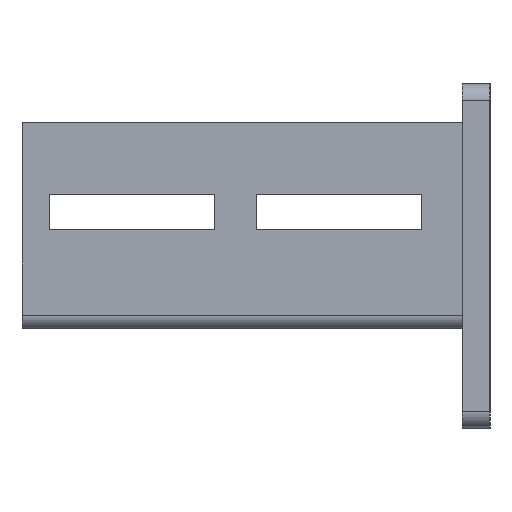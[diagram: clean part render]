
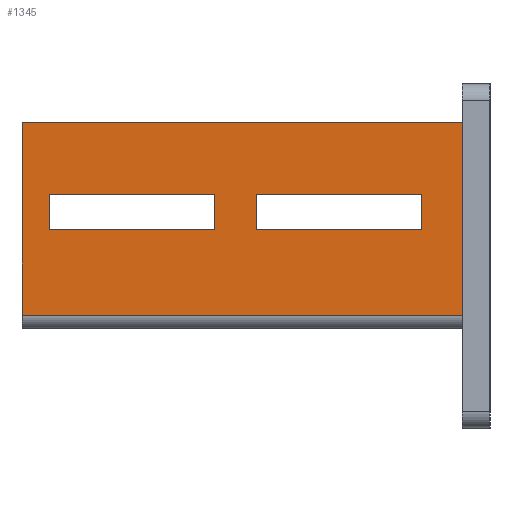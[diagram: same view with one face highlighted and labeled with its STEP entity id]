
A CAD part, left-side view. The second image highlights one B-rep face of the part: STEP entity #1345.
In plain terms, the highlighted planar face has unit normal (-1, 0, 0).
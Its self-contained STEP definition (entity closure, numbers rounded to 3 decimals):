
#7 = VECTOR ( 'NONE', #1403, 1000. ) ;
#26 = CARTESIAN_POINT ( 'NONE',  ( -44., 85., 9.5 ) ) ;
#34 = LINE ( 'NONE', #350, #124 ) ;
#68 = DIRECTION ( 'NONE',  ( 0., 1., 0. ) ) ;
#77 = LINE ( 'NONE', #669, #7 ) ;
#117 = DIRECTION ( 'NONE',  ( 0., -1., 0. ) ) ;
#124 = VECTOR ( 'NONE', #929, 1000. ) ;
#127 = EDGE_CURVE ( 'NONE', #925, #910, #1092, .T. ) ;
#152 = VECTOR ( 'NONE', #117, 1000. ) ;
#155 = DIRECTION ( 'NONE',  ( 0., -1., 0. ) ) ;
#158 = LINE ( 'NONE', #1182, #1747 ) ;
#194 = EDGE_CURVE ( 'NONE', #298, #1042, #34, .T. ) ;
#195 = ORIENTED_EDGE ( 'NONE', *, *, #1784, .F. ) ;
#203 = CARTESIAN_POINT ( 'NONE',  ( -44., 25., 22.5 ) ) ;
#212 = PLANE ( 'NONE',  #833 ) ;
#213 = CARTESIAN_POINT ( 'NONE',  ( -44., 10., -21.5 ) ) ;
#214 = VECTOR ( 'NONE', #1008, 1000. ) ;
#230 = FACE_OUTER_BOUND ( 'NONE', #949, .T. ) ;
#259 = LINE ( 'NONE', #683, #152 ) ;
#298 = VERTEX_POINT ( 'NONE', #213 ) ;
#304 = CARTESIAN_POINT ( 'NONE',  ( -44., 25., 22.5 ) ) ;
#308 = VERTEX_POINT ( 'NONE', #656 ) ;
#350 = CARTESIAN_POINT ( 'NONE',  ( -44., 10., -26.5 ) ) ;
#358 = ORIENTED_EDGE ( 'NONE', *, *, #1804, .F. ) ;
#374 = CARTESIAN_POINT ( 'NONE',  ( -44., 100., 22.5 ) ) ;
#375 = VECTOR ( 'NONE', #68, 1000. ) ;
#427 = ORIENTED_EDGE ( 'NONE', *, *, #1337, .F. ) ;
#433 = VERTEX_POINT ( 'NONE', #1887 ) ;
#460 = DIRECTION ( 'NONE',  ( 0., 0., -1. ) ) ;
#476 = ORIENTED_EDGE ( 'NONE', *, *, #127, .F. ) ;
#506 = ORIENTED_EDGE ( 'NONE', *, *, #1674, .F. ) ;
#509 = DIRECTION ( 'NONE',  ( 0., 0., -1. ) ) ;
#601 = LINE ( 'NONE', #1312, #1036 ) ;
#613 = DIRECTION ( 'NONE',  ( 0., 0., 1. ) ) ;
#621 = VECTOR ( 'NONE', #1849, 1000. ) ;
#656 = CARTESIAN_POINT ( 'NONE',  ( -44., 160., 9.5 ) ) ;
#669 = CARTESIAN_POINT ( 'NONE',  ( -44., 170., 48.5 ) ) ;
#683 = CARTESIAN_POINT ( 'NONE',  ( -44., 170., -21.5 ) ) ;
#701 = CARTESIAN_POINT ( 'NONE',  ( -44., 100., 22.5 ) ) ;
#753 = VERTEX_POINT ( 'NONE', #203 ) ;
#803 = CARTESIAN_POINT ( 'NONE',  ( -44., 25., 22.5 ) ) ;
#813 = DIRECTION ( 'NONE',  ( 1., 0., 0. ) ) ;
#833 = AXIS2_PLACEMENT_3D ( 'NONE', #1825, #813, #509 ) ;
#877 = CARTESIAN_POINT ( 'NONE',  ( -44., 170., -21.5 ) ) ;
#889 = ORIENTED_EDGE ( 'NONE', *, *, #955, .F. ) ;
#890 = VERTEX_POINT ( 'NONE', #1384 ) ;
#896 = VECTOR ( 'NONE', #155, 1000. ) ;
#910 = VERTEX_POINT ( 'NONE', #1282 ) ;
#925 = VERTEX_POINT ( 'NONE', #877 ) ;
#929 = DIRECTION ( 'NONE',  ( 0., 0., 1. ) ) ;
#946 = CARTESIAN_POINT ( 'NONE',  ( -44., 170., -26.5 ) ) ;
#949 = EDGE_LOOP ( 'NONE', ( #476, #1220, #1607, #1616 ) ) ;
#953 = LINE ( 'NONE', #803, #375 ) ;
#955 = EDGE_CURVE ( 'NONE', #1063, #1890, #1869, .T. ) ;
#971 = VECTOR ( 'NONE', #1269, 1000. ) ;
#1008 = DIRECTION ( 'NONE',  ( 0., -1., 0. ) ) ;
#1014 = VECTOR ( 'NONE', #613, 1000. ) ;
#1018 = ORIENTED_EDGE ( 'NONE', *, *, #1069, .F. ) ;
#1028 = DIRECTION ( 'NONE',  ( 0., 0., 1. ) ) ;
#1036 = VECTOR ( 'NONE', #460, 1000. ) ;
#1042 = VERTEX_POINT ( 'NONE', #1785 ) ;
#1063 = VERTEX_POINT ( 'NONE', #26 ) ;
#1069 = EDGE_CURVE ( 'NONE', #890, #1127, #1187, .T. ) ;
#1088 = FACE_BOUND ( 'NONE', #1484, .T. ) ;
#1092 = LINE ( 'NONE', #946, #621 ) ;
#1098 = LINE ( 'NONE', #374, #971 ) ;
#1127 = VERTEX_POINT ( 'NONE', #701 ) ;
#1136 = EDGE_LOOP ( 'NONE', ( #506, #1557, #1018, #195 ) ) ;
#1163 = CARTESIAN_POINT ( 'NONE',  ( -44., 160., 22.5 ) ) ;
#1177 = LINE ( 'NONE', #1771, #214 ) ;
#1182 = CARTESIAN_POINT ( 'NONE',  ( -44., 85., 22.5 ) ) ;
#1187 = LINE ( 'NONE', #1774, #1014 ) ;
#1212 = CARTESIAN_POINT ( 'NONE',  ( -44., 25., 9.5 ) ) ;
#1220 = ORIENTED_EDGE ( 'NONE', *, *, #1553, .T. ) ;
#1253 = VECTOR ( 'NONE', #1028, 1000. ) ;
#1262 = ORIENTED_EDGE ( 'NONE', *, *, #1703, .F. ) ;
#1269 = DIRECTION ( 'NONE',  ( 0., 1., 0. ) ) ;
#1282 = CARTESIAN_POINT ( 'NONE',  ( -44., 170., 48.5 ) ) ;
#1312 = CARTESIAN_POINT ( 'NONE',  ( -44., 160., 22.5 ) ) ;
#1337 = EDGE_CURVE ( 'NONE', #753, #433, #953, .T. ) ;
#1345 = ADVANCED_FACE ( 'NONE', ( #1088, #1385, #230 ), #212, .F. ) ;
#1356 = EDGE_CURVE ( 'NONE', #910, #1042, #77, .T. ) ;
#1378 = EDGE_CURVE ( 'NONE', #1127, #1717, #1098, .T. ) ;
#1384 = CARTESIAN_POINT ( 'NONE',  ( -44., 100., 9.5 ) ) ;
#1385 = FACE_BOUND ( 'NONE', #1136, .T. ) ;
#1403 = DIRECTION ( 'NONE',  ( 0., -1., 0. ) ) ;
#1484 = EDGE_LOOP ( 'NONE', ( #358, #427, #1262, #889 ) ) ;
#1485 = DIRECTION ( 'NONE',  ( 0., 0., -1. ) ) ;
#1490 = LINE ( 'NONE', #304, #1253 ) ;
#1553 = EDGE_CURVE ( 'NONE', #925, #298, #259, .T. ) ;
#1557 = ORIENTED_EDGE ( 'NONE', *, *, #1378, .F. ) ;
#1594 = CARTESIAN_POINT ( 'NONE',  ( -44., 25., 9.5 ) ) ;
#1607 = ORIENTED_EDGE ( 'NONE', *, *, #194, .T. ) ;
#1616 = ORIENTED_EDGE ( 'NONE', *, *, #1356, .F. ) ;
#1674 = EDGE_CURVE ( 'NONE', #1717, #308, #601, .T. ) ;
#1703 = EDGE_CURVE ( 'NONE', #1890, #753, #1490, .T. ) ;
#1717 = VERTEX_POINT ( 'NONE', #1163 ) ;
#1747 = VECTOR ( 'NONE', #1485, 1000. ) ;
#1771 = CARTESIAN_POINT ( 'NONE',  ( -44., 100., 9.5 ) ) ;
#1774 = CARTESIAN_POINT ( 'NONE',  ( -44., 100., 22.5 ) ) ;
#1784 = EDGE_CURVE ( 'NONE', #308, #890, #1177, .T. ) ;
#1785 = CARTESIAN_POINT ( 'NONE',  ( -44., 10., 48.5 ) ) ;
#1804 = EDGE_CURVE ( 'NONE', #433, #1063, #158, .T. ) ;
#1825 = CARTESIAN_POINT ( 'NONE',  ( -44., 170., -26.5 ) ) ;
#1849 = DIRECTION ( 'NONE',  ( 0., 0., 1. ) ) ;
#1869 = LINE ( 'NONE', #1594, #896 ) ;
#1887 = CARTESIAN_POINT ( 'NONE',  ( -44., 85., 22.5 ) ) ;
#1890 = VERTEX_POINT ( 'NONE', #1212 ) ;
